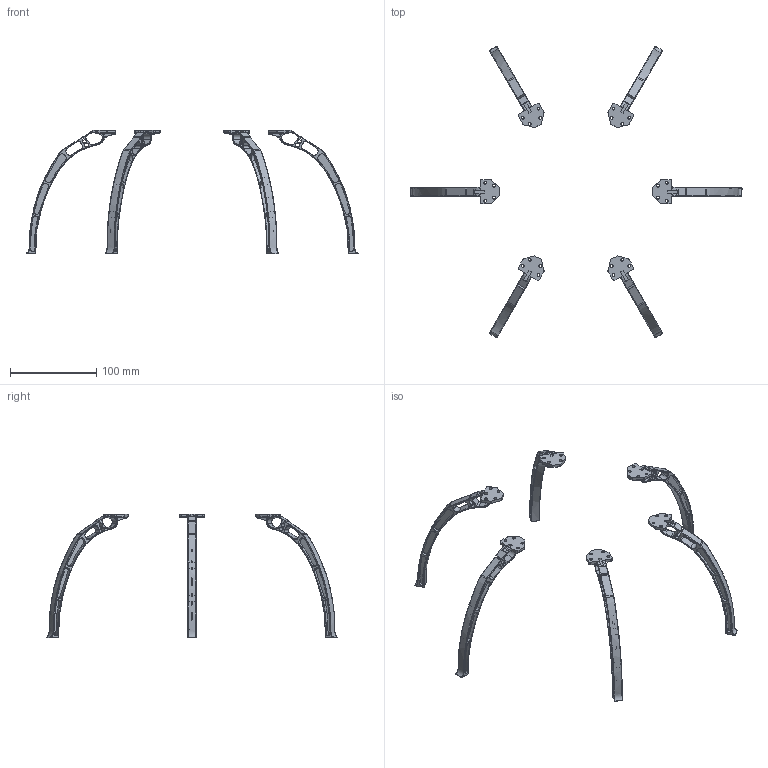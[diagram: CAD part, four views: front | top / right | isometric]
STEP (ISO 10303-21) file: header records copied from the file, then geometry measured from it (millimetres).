
FILE_DESCRIPTION(/* description */ (''),/* implementation_level */ '2;1');
FILE_NAME(/* name */ 'Landing legs.step',/* time_stamp */ '2024-10-03T00:23:49+06:00',/* author */ (''),/* organization */ (''),/* preprocessor_version */ 'ST-DEVELOPER v20',/* originating_system */ 'Autodesk Translation Framework v13.20.0.188',/* authorisation */ '');
FILE_SCHEMA (('AUTOMOTIVE_DESIGN { 1 0 10303 214 3 1 1 }'));
Length unit declared in the file: millimetre
Products named in the file (2): UAV fully assembled; Landing leg v1
Assembly tree (6 placements, depth 2):
  UAV fully assembled
    Landing leg v1  x6
Bounding box: 384.12 x 337.23 x 143.29 mm (x, y, z)
Volume: 60407.5 mm3; surface area: 66374.2 mm2
Topology: 6 solids, 6 shells, 1584 faces, 3900 edges, 2292 vertices
Faces by surface type: cylinder 636, plane 324, bspline 324, torus 276, sphere 24
Full cylindrical faces by diameter (mm): 3.24 x24
Entity records: 13169 total; most frequent: CARTESIAN_POINT 7070, ORIENTED_EDGE 1280, DIRECTION 1268, EDGE_CURVE 640, AXIS2_PLACEMENT_3D 504, VERTEX_POINT 382, EDGE_LOOP 282, CIRCLE 273
